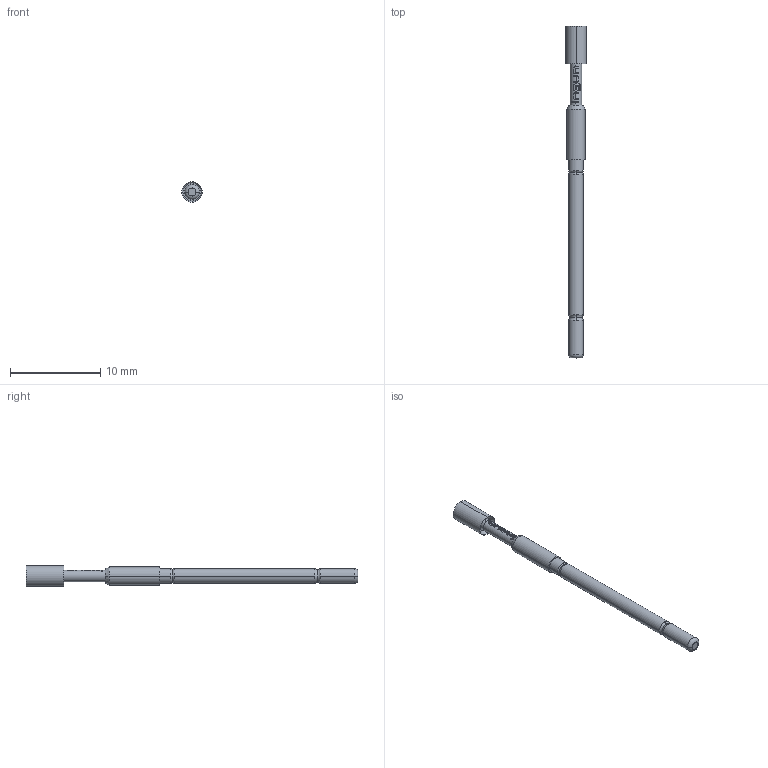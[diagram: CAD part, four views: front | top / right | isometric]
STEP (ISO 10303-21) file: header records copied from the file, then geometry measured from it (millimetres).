
FILE_DESCRIPTION (( 'STEP AP203' ), '1' );
FILE_NAME ('INGUN_GKS-912_006_230_A_xx06.STEP', '2021-09-21T12:25:30', ( 'ochi' ), ( '' ), 'SwSTEP 2.0', 'SolidWorks 2018', '' );
FILE_SCHEMA (( 'CONFIG_CONTROL_DESIGN' ));
Length unit declared in the file: millimetre
Products named in the file (1): INGUN_GKS-912_006_230_A_xx06
Bounding box: 2.3 x 36.8 x 2.3 mm (x, y, z)
Volume: 84.7 mm3; surface area: 226.2 mm2
Topology: 1 solids, 1 shells, 181 faces, 445 edges, 273 vertices
Faces by surface type: plane 63, bspline 62, cylinder 28, cone 18, torus 10
Entity records: 6380 total; most frequent: CARTESIAN_POINT 2758, ORIENTED_EDGE 890, DIRECTION 501, EDGE_CURVE 445, VERTEX_POINT 273, B_SPLINE_CURVE_WITH_KNOTS 204, AXIS2_PLACEMENT_3D 196, EDGE_LOOP 188
